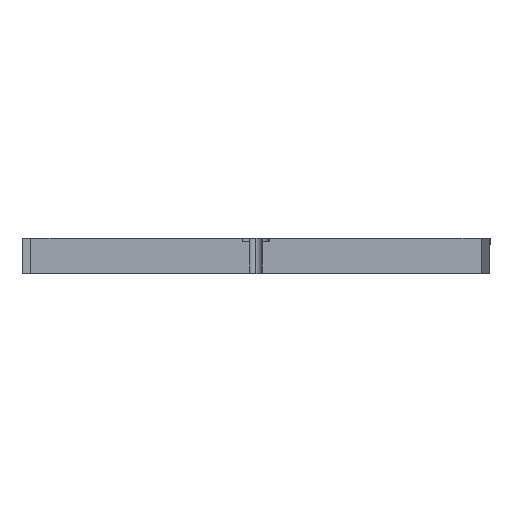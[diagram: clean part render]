
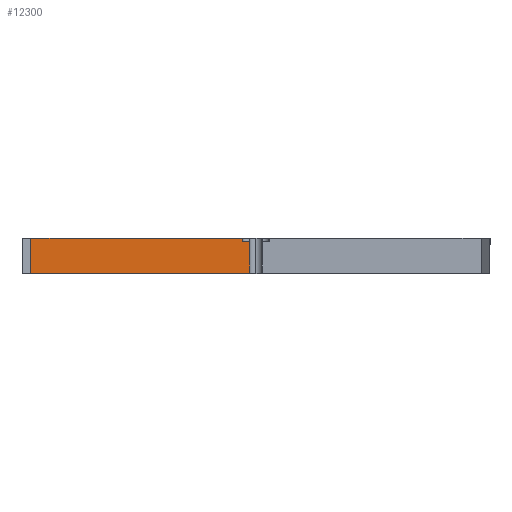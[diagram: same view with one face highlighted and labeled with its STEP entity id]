
A CAD part, top view. The second image highlights one B-rep face of the part: STEP entity #12300.
In plain terms, the highlighted planar face has unit normal (0, 0, 1).
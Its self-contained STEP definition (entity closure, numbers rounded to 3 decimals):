
#32 = DIRECTION ( 'NONE',  ( -1., 0., 0. ) ) ;
#194 = CARTESIAN_POINT ( 'NONE',  ( -5.7, 13.5, 100. ) ) ;
#200 = CARTESIAN_POINT ( 'NONE',  ( -2.7, 25., 100. ) ) ;
#526 = LINE ( 'NONE', #10154, #3977 ) ;
#1587 = CARTESIAN_POINT ( 'NONE',  ( -96.182, 15., 100. ) ) ;
#1968 = VECTOR ( 'NONE', #4707, 1000. ) ;
#2046 = CARTESIAN_POINT ( 'NONE',  ( -100., 0., 100. ) ) ;
#2133 = EDGE_CURVE ( 'NONE', #4761, #5766, #6935, .T. ) ;
#2876 = DIRECTION ( 'NONE',  ( 0., 0., -1. ) ) ;
#3242 = DIRECTION ( 'NONE',  ( 1., 0., 0. ) ) ;
#3463 = CARTESIAN_POINT ( 'NONE',  ( -96.182, 25., 100. ) ) ;
#3977 = VECTOR ( 'NONE', #5427, 1000. ) ;
#4106 = VECTOR ( 'NONE', #5138, 1000. ) ;
#4126 = ORIENTED_EDGE ( 'NONE', *, *, #7293, .T. ) ;
#4211 = LINE ( 'NONE', #194, #1968 ) ;
#4491 = CARTESIAN_POINT ( 'NONE',  ( -5.7, 13.5, 100. ) ) ;
#4706 = DIRECTION ( 'NONE',  ( 0., -1., 0. ) ) ;
#4707 = DIRECTION ( 'NONE',  ( 0., 1., 0. ) ) ;
#4761 = VERTEX_POINT ( 'NONE', #12230 ) ;
#5138 = DIRECTION ( 'NONE',  ( 0., -1., 0. ) ) ;
#5159 = EDGE_LOOP ( 'NONE', ( #6761, #9874, #5207, #7283, #4126, #11939 ) ) ;
#5207 = ORIENTED_EDGE ( 'NONE', *, *, #9491, .F. ) ;
#5415 = CARTESIAN_POINT ( 'NONE',  ( -96.182, 0., 100. ) ) ;
#5427 = DIRECTION ( 'NONE',  ( 1., 0., 0. ) ) ;
#5766 = VERTEX_POINT ( 'NONE', #7357 ) ;
#5895 = DIRECTION ( 'NONE',  ( 1., 0., 0. ) ) ;
#6426 = LINE ( 'NONE', #3463, #10423 ) ;
#6761 = ORIENTED_EDGE ( 'NONE', *, *, #7776, .F. ) ;
#6924 = PLANE ( 'NONE',  #8800 ) ;
#6935 = LINE ( 'NONE', #200, #4106 ) ;
#6942 = VERTEX_POINT ( 'NONE', #5415 ) ;
#7001 = FACE_OUTER_BOUND ( 'NONE', #5159, .T. ) ;
#7175 = VERTEX_POINT ( 'NONE', #9745 ) ;
#7205 = LINE ( 'NONE', #7985, #10158 ) ;
#7283 = ORIENTED_EDGE ( 'NONE', *, *, #10495, .T. ) ;
#7293 = EDGE_CURVE ( 'NONE', #6942, #5766, #10518, .T. ) ;
#7357 = CARTESIAN_POINT ( 'NONE',  ( -2.7, 0., 100. ) ) ;
#7776 = EDGE_CURVE ( 'NONE', #8232, #4761, #526, .T. ) ;
#7958 = CARTESIAN_POINT ( 'NONE',  ( -100., 15., 100. ) ) ;
#7985 = CARTESIAN_POINT ( 'NONE',  ( -100., 15., 100. ) ) ;
#8232 = VERTEX_POINT ( 'NONE', #4491 ) ;
#8800 = AXIS2_PLACEMENT_3D ( 'NONE', #7958, #2876, #32 ) ;
#8901 = VECTOR ( 'NONE', #5895, 1000. ) ;
#9491 = EDGE_CURVE ( 'NONE', #11595, #7175, #7205, .T. ) ;
#9660 = EDGE_CURVE ( 'NONE', #8232, #7175, #4211, .T. ) ;
#9745 = CARTESIAN_POINT ( 'NONE',  ( -5.7, 15., 100. ) ) ;
#9874 = ORIENTED_EDGE ( 'NONE', *, *, #9660, .T. ) ;
#10154 = CARTESIAN_POINT ( 'NONE',  ( -5.7, 13.5, 100. ) ) ;
#10158 = VECTOR ( 'NONE', #3242, 1000. ) ;
#10423 = VECTOR ( 'NONE', #4706, 1000. ) ;
#10495 = EDGE_CURVE ( 'NONE', #11595, #6942, #6426, .T. ) ;
#10518 = LINE ( 'NONE', #2046, #8901 ) ;
#11595 = VERTEX_POINT ( 'NONE', #1587 ) ;
#11939 = ORIENTED_EDGE ( 'NONE', *, *, #2133, .F. ) ;
#12230 = CARTESIAN_POINT ( 'NONE',  ( -2.7, 13.5, 100. ) ) ;
#12300 = ADVANCED_FACE ( 'NONE', ( #7001 ), #6924, .F. ) ;
